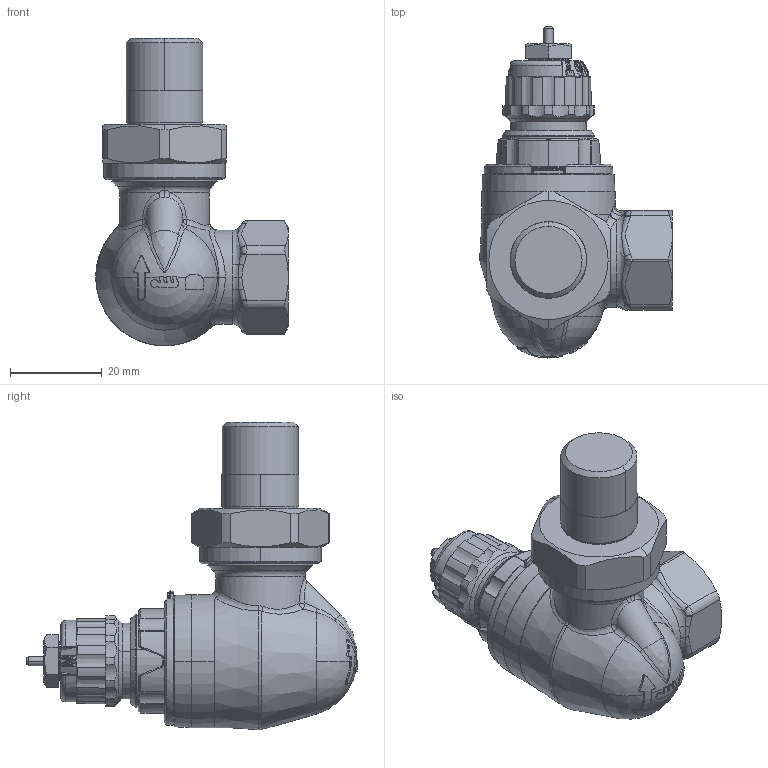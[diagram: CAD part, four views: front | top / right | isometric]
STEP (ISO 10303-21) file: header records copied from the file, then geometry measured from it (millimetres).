
FILE_DESCRIPTION((''),'2;1');
FILE_NAME('013G7717_SW0001','2022-07-05T13:39:50',('F09560'),(''),'CREO PARAMETRIC BY PTC INC, 2020342','CREO PARAMETRIC BY PTC INC, 2020342','');
FILE_SCHEMA(('AUTOMOTIVE_DESIGN { 1 0 10303 214 1 1 1 1 }'));
Products named in the file (1): 013G7717_SW0001
Bounding box: 42 x 72.35 x 67.08 mm (x, y, z)
Volume: 48984.4 mm3; surface area: 11460.3 mm2
Topology: 1 solids, 1 shells, 1112 faces, 2764 edges, 1648 vertices
Faces by surface type: bspline 424, plane 260, cylinder 158, cone 98, sphere 88, torus 76, extrusion 8
Entity records: 79941 total; most frequent: CARTESIAN_POINT 51482, ORIENTED_EDGE 5474, DIRECTION 3840, EDGE_CURVE 2737, AXIS2_PLACEMENT_3D 1678, VERTEX_POINT 1646, B_SPLINE_CURVE_WITH_KNOTS 1273, EDGE_LOOP 1133
